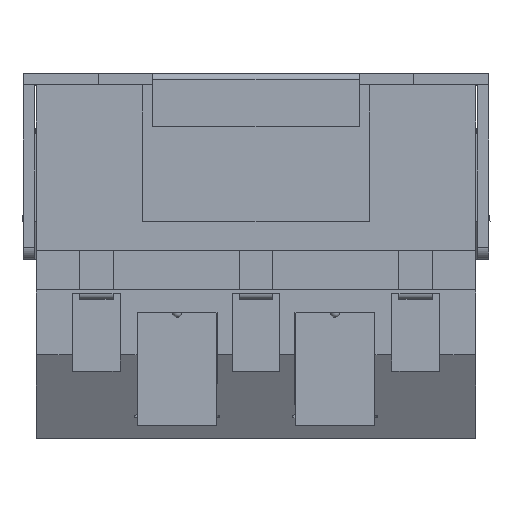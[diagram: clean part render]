
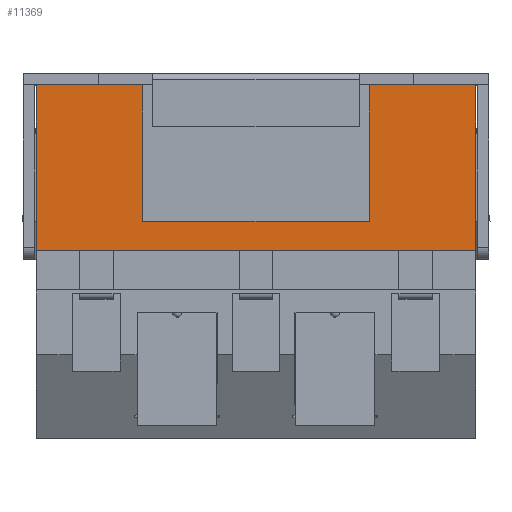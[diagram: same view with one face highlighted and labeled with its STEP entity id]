
A CAD part, left-side view. The second image highlights one B-rep face of the part: STEP entity #11369.
In plain terms, the highlighted planar face has unit normal (-1, 0, 0).
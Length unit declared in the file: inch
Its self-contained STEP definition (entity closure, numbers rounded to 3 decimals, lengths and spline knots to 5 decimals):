
#1121=FACE_OUTER_BOUND('',#1750,.T.);
#1750=EDGE_LOOP('',(#10270,#10271,#10272,#10273,#10274,#10275,#10276,#10277));
#2711=LINE('',#18786,#3921);
#2714=LINE('',#18792,#3924);
#2729=LINE('',#18821,#3939);
#2749=LINE('',#18859,#3959);
#3125=LINE('',#19719,#4335);
#3126=LINE('',#19721,#4336);
#3127=LINE('',#19722,#4337);
#3128=LINE('',#19723,#4338);
#3921=VECTOR('',#13673,0.3937);
#3924=VECTOR('',#13678,0.3937);
#3939=VECTOR('',#13703,0.3937);
#3959=VECTOR('',#13737,0.3937);
#4335=VECTOR('',#14525,0.3937);
#4336=VECTOR('',#14526,0.3937);
#4337=VECTOR('',#14527,0.3937);
#4338=VECTOR('',#14528,0.3937);
#5131=VERTEX_POINT('',#18783);
#5132=VERTEX_POINT('',#18785);
#5133=VERTEX_POINT('',#18789);
#5134=VERTEX_POINT('',#18791);
#5143=VERTEX_POINT('',#18820);
#5154=VERTEX_POINT('',#18858);
#5432=VERTEX_POINT('',#19718);
#5433=VERTEX_POINT('',#19720);
#6608=EDGE_CURVE('',#5132,#5131,#2711,.T.);
#6611=EDGE_CURVE('',#5134,#5133,#2714,.T.);
#6626=EDGE_CURVE('',#5143,#5132,#2729,.T.);
#6646=EDGE_CURVE('',#5154,#5143,#2749,.T.);
#7074=EDGE_CURVE('',#5131,#5432,#3125,.T.);
#7075=EDGE_CURVE('',#5432,#5433,#3126,.T.);
#7076=EDGE_CURVE('',#5433,#5134,#3127,.T.);
#7077=EDGE_CURVE('',#5154,#5133,#3128,.T.);
#10270=ORIENTED_EDGE('',*,*,#6646,.T.);
#10271=ORIENTED_EDGE('',*,*,#6626,.T.);
#10272=ORIENTED_EDGE('',*,*,#6608,.T.);
#10273=ORIENTED_EDGE('',*,*,#7074,.T.);
#10274=ORIENTED_EDGE('',*,*,#7075,.T.);
#10275=ORIENTED_EDGE('',*,*,#7076,.T.);
#10276=ORIENTED_EDGE('',*,*,#6611,.T.);
#10277=ORIENTED_EDGE('',*,*,#7077,.F.);
#10780=PLANE('',#12048);
#11369=ADVANCED_FACE('',(#1121),#10780,.T.);
#12048=AXIS2_PLACEMENT_3D('',#19717,#14523,#14524);
#13673=DIRECTION('',(0.,1.,0.));
#13678=DIRECTION('',(0.,1.,0.));
#13703=DIRECTION('',(0.,0.,1.));
#13737=DIRECTION('',(0.,-1.,0.));
#14523=DIRECTION('center_axis',(-1.,0.,0.));
#14524=DIRECTION('ref_axis',(0.,0.,1.));
#14525=DIRECTION('',(0.,0.,-1.));
#14526=DIRECTION('',(0.,1.,0.));
#14527=DIRECTION('',(0.,0.,1.));
#14528=DIRECTION('',(0.,0.,1.));
#18783=CARTESIAN_POINT('',(-0.14646,-0.07087,0.22126));
#18785=CARTESIAN_POINT('',(-0.14646,-0.1374,0.22126));
#18786=CARTESIAN_POINT('',(-0.14646,-0.1374,0.22126));
#18789=CARTESIAN_POINT('',(-0.14646,0.1374,0.22126));
#18791=CARTESIAN_POINT('',(-0.14646,0.07087,0.22126));
#18792=CARTESIAN_POINT('',(-0.14646,-0.1374,0.22126));
#18820=CARTESIAN_POINT('',(-0.14646,-0.1374,0.11772));
#18821=CARTESIAN_POINT('',(-0.14646,-0.1374,0.));
#18858=CARTESIAN_POINT('',(-0.14646,0.1374,0.11772));
#18859=CARTESIAN_POINT('',(-0.14646,-0.1374,0.11772));
#19717=CARTESIAN_POINT('Origin',(-0.14646,-0.1374,0.));
#19718=CARTESIAN_POINT('',(-0.14646,-0.07087,0.13583));
#19719=CARTESIAN_POINT('',(-0.14646,-0.07087,0.06791));
#19720=CARTESIAN_POINT('',(-0.14646,0.07087,0.13583));
#19721=CARTESIAN_POINT('',(-0.14646,-0.03327,0.13583));
#19722=CARTESIAN_POINT('',(-0.14646,0.07087,0.11063));
#19723=CARTESIAN_POINT('',(-0.14646,0.1374,0.));
